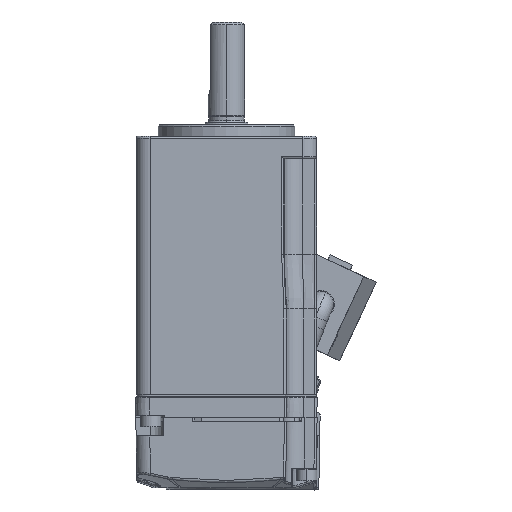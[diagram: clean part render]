
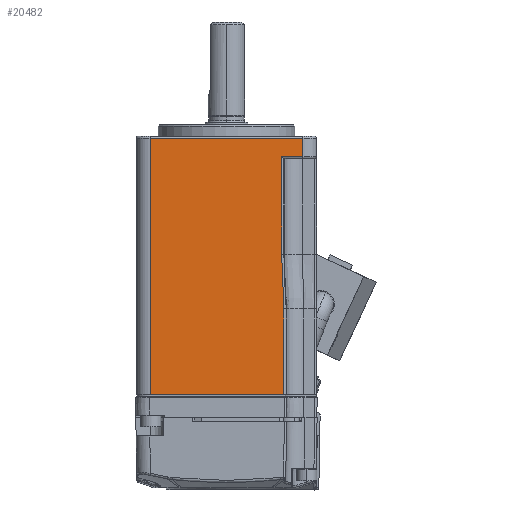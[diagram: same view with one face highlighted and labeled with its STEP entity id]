
A CAD part, front view. The second image highlights one B-rep face of the part: STEP entity #20482.
In plain terms, the highlighted planar face has unit normal (0, -1, 0).
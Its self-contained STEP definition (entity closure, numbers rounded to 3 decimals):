
#1741=B_SPLINE_CURVE_WITH_KNOTS('',3,(#32569,#32570,#32571,#32572,#32573,
#32574),.UNSPECIFIED.,.F.,.U.,(4,1,1,4),(0.,0.333,0.667,
1.),.UNSPECIFIED.);
#3103=VERTEX_POINT('',#32266);
#3104=VERTEX_POINT('',#32270);
#3117=VERTEX_POINT('',#32308);
#3118=VERTEX_POINT('',#32310);
#3145=VERTEX_POINT('',#32575);
#3146=VERTEX_POINT('',#32576);
#3147=VERTEX_POINT('',#32578);
#3148=VERTEX_POINT('',#32580);
#5054=VECTOR('',#24996,1.);
#5062=VECTOR('',#25037,1.);
#5083=VECTOR('',#25099,1.);
#5084=VECTOR('',#25101,1.);
#5085=VECTOR('',#25102,1.);
#5086=VECTOR('',#25103,1.);
#5087=VECTOR('',#25104,1.);
#6682=LINE('',#32269,#5054);
#6690=LINE('',#32309,#5062);
#6711=LINE('',#32567,#5083);
#6712=LINE('',#32577,#5084);
#6713=LINE('',#32579,#5085);
#6714=LINE('',#32581,#5086);
#6715=LINE('',#32582,#5087);
#8772=EDGE_CURVE('',#3103,#3104,#6682,.T.);
#8792=EDGE_CURVE('',#3117,#3118,#6690,.T.);
#8832=EDGE_CURVE('',#3103,#3118,#6711,.T.);
#8833=EDGE_CURVE('',#3145,#3146,#1741,.T.);
#8834=EDGE_CURVE('',#3147,#3145,#6712,.T.);
#8835=EDGE_CURVE('',#3148,#3147,#6713,.T.);
#8836=EDGE_CURVE('',#3104,#3148,#6714,.T.);
#8837=EDGE_CURVE('',#3146,#3117,#6715,.T.);
#13093=ORIENTED_EDGE('',*,*,#8833,.F.);
#13094=ORIENTED_EDGE('',*,*,#8834,.F.);
#13095=ORIENTED_EDGE('',*,*,#8835,.F.);
#13096=ORIENTED_EDGE('',*,*,#8836,.F.);
#13097=ORIENTED_EDGE('',*,*,#8772,.F.);
#13098=ORIENTED_EDGE('',*,*,#8832,.T.);
#13099=ORIENTED_EDGE('',*,*,#8792,.F.);
#13100=ORIENTED_EDGE('',*,*,#8837,.F.);
#17780=EDGE_LOOP('',(#13093,#13094,#13095,#13096,#13097,#13098,#13099,#13100));
#19144=FACE_BOUND('',#17780,.T.);
#20482=ADVANCED_FACE('',(#19144),#47449,.T.);
#22023=AXIS2_PLACEMENT_3D('',#32568,#25100,$);
#24996=DIRECTION('',(1.,0.,0.));
#25037=DIRECTION('',(-1.,0.,0.));
#25099=DIRECTION('',(0.,0.,-1.));
#25100=DIRECTION('',(0.,-1.,0.));
#25101=DIRECTION('',(0.,0.,-1.));
#25102=DIRECTION('',(-1.,0.,0.));
#25103=DIRECTION('',(0.,0.,-1.));
#25104=DIRECTION('',(0.,0.,-1.));
#32266=CARTESIAN_POINT('',(-16.75,-19.75,4.5));
#32269=CARTESIAN_POINT('',(-16.75,-19.75,4.5));
#32270=CARTESIAN_POINT('',(16.75,-19.75,4.5));
#32308=CARTESIAN_POINT('',(12.604,-19.75,-51.7));
#32309=CARTESIAN_POINT('',(12.604,-19.75,-51.7));
#32310=CARTESIAN_POINT('',(-16.75,-19.75,-51.7));
#32567=CARTESIAN_POINT('',(-16.75,-19.75,4.5));
#32568=CARTESIAN_POINT('',(-19.75,-19.75,0.));
#32569=CARTESIAN_POINT('',(12.104,-19.75,-20.9));
#32570=CARTESIAN_POINT('',(12.104,-19.75,-22.195));
#32571=CARTESIAN_POINT('',(12.199,-19.75,-24.814));
#32572=CARTESIAN_POINT('',(12.516,-19.75,-29.11));
#32573=CARTESIAN_POINT('',(12.604,-19.75,-31.658));
#32574=CARTESIAN_POINT('',(12.604,-19.75,-32.9));
#32575=CARTESIAN_POINT('',(12.104,-19.75,-20.9));
#32576=CARTESIAN_POINT('',(12.604,-19.75,-32.9));
#32577=CARTESIAN_POINT('',(12.104,-19.75,0.5));
#32578=CARTESIAN_POINT('',(12.104,-19.75,0.5));
#32579=CARTESIAN_POINT('',(16.75,-19.75,0.5));
#32580=CARTESIAN_POINT('',(16.75,-19.75,0.5));
#32581=CARTESIAN_POINT('',(16.75,-19.75,4.5));
#32582=CARTESIAN_POINT('',(12.604,-19.75,-32.9));
#47449=PLANE('',#22023);
